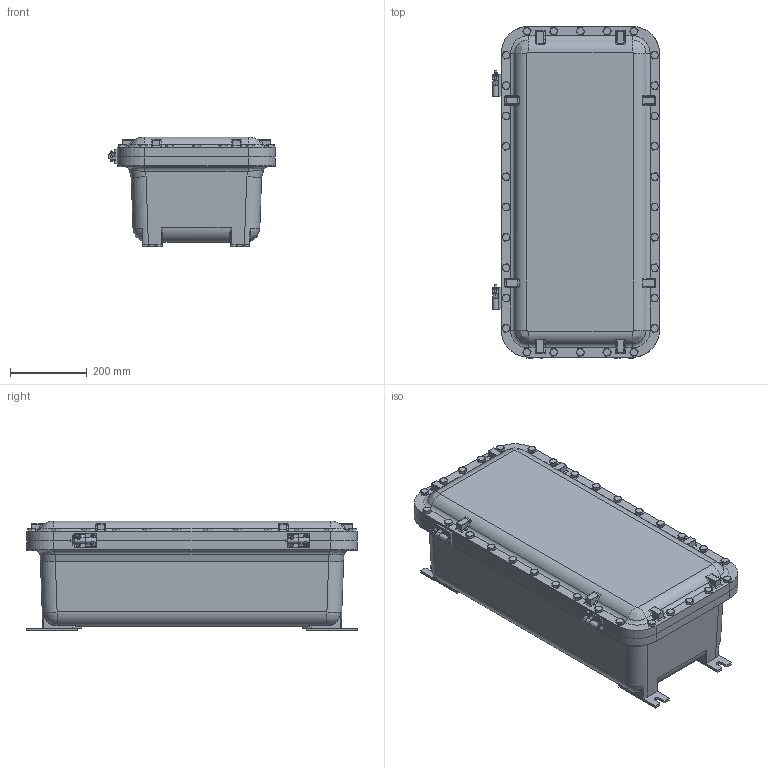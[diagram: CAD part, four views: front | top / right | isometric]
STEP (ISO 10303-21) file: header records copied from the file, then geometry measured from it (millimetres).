
FILE_DESCRIPTION(/* description */ (''),/* implementation_level */ '2;1');
FILE_NAME(/* name */ 'KIL_B7EG.stp',/* time_stamp */ '2018-01-08T12:04:09+06:00',/* author */ ('ypadmaraja'),/* organization */ (''),/* preprocessor_version */ 'ST-DEVELOPER v16.13',/* originating_system */ 'Autodesk Inventor 2018',/* authorisation */ '');
FILE_SCHEMA (('AUTOMOTIVE_DESIGN { 1 0 10303 214 3 1 1 }'));
Length unit declared in the file: inch
Products named in the file (13): B7EG; 16421ADAM; 16422; Hinge 11T; 18095; SAE J487a - 1/8 x 3/4    Extended Prong Square Cut Type; Hinge 11B; 18094; 18093; 0106275B; 17339; 16972AAAB; 18147AABB
Assembly tree (59 placements, depth 3):
  B7EG
    16421ADAM
    16422
    Hinge 11T
      18095
      18093
      SAE J487a - 1/8 x 3/4    Extended Prong Square Cut Type
    Hinge 11B
      18094
      18093
    0106275B  x4
    17339  x30
    16972AAAB  x8
    18147AABB  x8
Bounding box: 435.71 x 866.77 x 286.65 mm (x, y, z)
Volume: 24888879.5 mm3; surface area: 2644159.4 mm2
Topology: 59 solids, 59 shells, 2749 faces, 6788 edges, 4350 vertices
Faces by surface type: plane 1399, cone 553, cylinder 513, bspline 166, torus 106, sphere 12
Full cylindrical faces by diameter (mm): 2.779 x1, 3.581 x4, 4.978 x8, 5.613 x8, 6.198 x8, 6.746 x8, 7.798 x8, 8.075 x2, 8.077 x4, 9.286 x8, 10.312 x8, 10.592 x30, 11.43 x30, 12.294 x30, 12.418 x8, 12.675 x30, 13.487 x30, 13.494 x4, 17.272 x30, 19.05 x4
Entity records: 40480 total; most frequent: CARTESIAN_POINT 10730, DIRECTION 5857, ORIENTED_EDGE 5688, EDGE_CURVE 2844, AXIS2_PLACEMENT_3D 2213, VERTEX_POINT 1960, EDGE_LOOP 1804, LINE 1431
